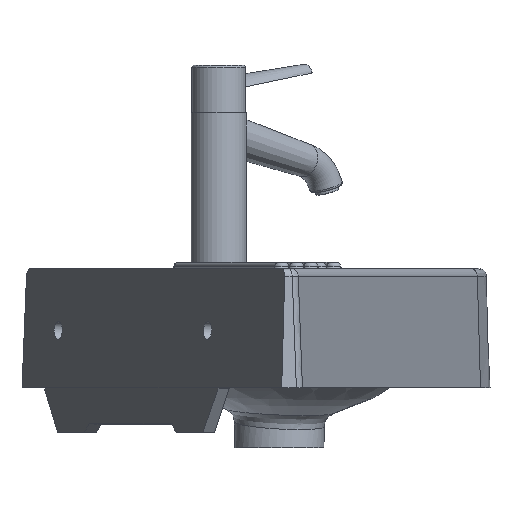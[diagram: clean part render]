
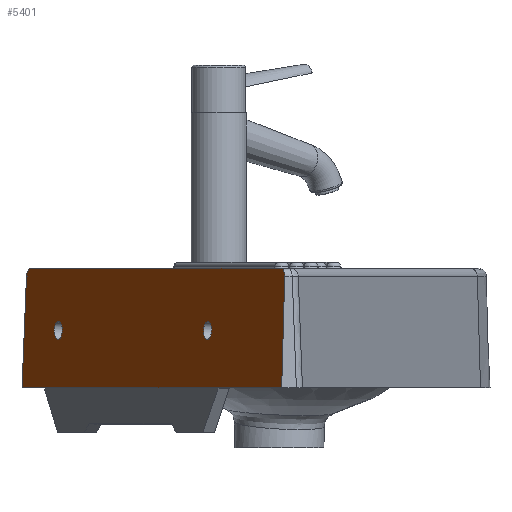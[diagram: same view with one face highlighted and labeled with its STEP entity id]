
A CAD part, left-side view. The second image highlights one B-rep face of the part: STEP entity #5401.
In plain terms, the highlighted free-form (B-spline) face has degree [1, 1] with [2, 2] control points.
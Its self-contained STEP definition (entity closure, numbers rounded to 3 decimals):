
#1667=CARTESIAN_POINT('',(203.058,0.,0.));
#1668=VERTEX_POINT('',#1667);
#1698=CARTESIAN_POINT('',(-123.172,0.,0.));
#1699=VERTEX_POINT('',#1698);
#2936=CARTESIAN_POINT('',(235.207,-3.,100.0));
#2937=VERTEX_POINT('',#2936);
#2944=CARTESIAN_POINT('',(-235.,-3.,100.0));
#2945=VERTEX_POINT('',#2944);
#2946=CARTESIAN_POINT('',(235.207,-3.,100.0));
#2947=DIRECTION('',(-1.0,0.0,0.0));
#2948=VECTOR('',#2947,470.207);
#2949=LINE('',#2946,#2948);
#2950=EDGE_CURVE('',#2937,#2945,#2949,.T.);
#5117=CARTESIAN_POINT('',(242.204,-2.796,93.21));
#5118=VERTEX_POINT('',#5117);
#5119=CARTESIAN_POINT('',(235.207,-2.79,93.0));
#5120=DIRECTION('',(0.0,1.,0.03));
#5121=DIRECTION('',(0.,-0.03,1.));
#5122=AXIS2_PLACEMENT_3D('',#5119,#5120,#5121);
#5123=ELLIPSE('',#5122,7.003,7.);
#5124=EDGE_CURVE('',#2937,#5118,#5123,.T.);
#5163=CARTESIAN_POINT('',(-242.,-2.79,93.0));
#5164=VERTEX_POINT('',#5163);
#5165=CARTESIAN_POINT('',(-235.,-2.79,93.0));
#5166=DIRECTION('',(0.,1.,0.03));
#5167=DIRECTION('',(0.,-0.03,1.));
#5168=AXIS2_PLACEMENT_3D('',#5165,#5166,#5167);
#5169=ELLIPSE('',#5168,7.003,7.0);
#5170=EDGE_CURVE('',#5164,#2945,#5169,.T.);
#5271=CARTESIAN_POINT('',(-242.,0.0,0.0));
#5272=VERTEX_POINT('',#5271);
#5273=CARTESIAN_POINT('',(-242.,-2.79,93.0));
#5274=DIRECTION('',(0.0,0.03,-1.));
#5275=VECTOR('',#5274,93.042);
#5276=LINE('',#5273,#5275);
#5277=EDGE_CURVE('',#5164,#5272,#5276,.T.);
#5342=CARTESIAN_POINT('',(-242.,0.,0.));
#5343=CARTESIAN_POINT('',(-242.,-3.,100.0));
#5344=CARTESIAN_POINT('',(245.,0.,0.));
#5345=CARTESIAN_POINT('',(245.,-3.,100.0));
#5346=B_SPLINE_SURFACE_WITH_KNOTS('',1,1,((#5342,#5344),(#5343,#5345)),.UNSPECIFIED.,.F.,.F.,.U.,(2,2),(2,2),(0.0,100.045),(0.0,487.0),.UNSPECIFIED.);
#5347=ORIENTED_EDGE('',*,*,#5124,.T.);
#5348=CARTESIAN_POINT('',(245.,0.0,0.0));
#5349=VERTEX_POINT('',#5348);
#5350=CARTESIAN_POINT('',(242.204,-2.796,93.21));
#5351=DIRECTION('',(0.03,0.03,-0.999));
#5352=VECTOR('',#5351,93.294);
#5353=LINE('',#5350,#5352);
#5354=EDGE_CURVE('',#5118,#5349,#5353,.T.);
#5355=ORIENTED_EDGE('',*,*,#5354,.T.);
#5356=CARTESIAN_POINT('',(203.058,0.,0.));
#5357=DIRECTION('',(1.0,0.0,0.0));
#5358=VECTOR('',#5357,41.942);
#5359=LINE('',#5356,#5358);
#5360=EDGE_CURVE('',#1668,#5349,#5359,.T.);
#5361=ORIENTED_EDGE('',*,*,#5360,.F.);
#5362=CARTESIAN_POINT('',(-123.172,0.,0.));
#5363=DIRECTION('',(1.0,0.0,0.0));
#5364=VECTOR('',#5363,326.23);
#5365=LINE('',#5362,#5364);
#5366=EDGE_CURVE('',#1699,#1668,#5365,.T.);
#5367=ORIENTED_EDGE('',*,*,#5366,.F.);
#5368=CARTESIAN_POINT('',(-242.,0.0,0.0));
#5369=DIRECTION('',(1.0,0.0,0.0));
#5370=VECTOR('',#5369,118.828);
#5371=LINE('',#5368,#5370);
#5372=EDGE_CURVE('',#5272,#1699,#5371,.T.);
#5373=ORIENTED_EDGE('',*,*,#5372,.F.);
#5374=ORIENTED_EDGE('',*,*,#5277,.F.);
#5375=ORIENTED_EDGE('',*,*,#5170,.T.);
#5376=ORIENTED_EDGE('',*,*,#2950,.F.);
#5377=EDGE_LOOP('',(#5347,#5355,#5361,#5367,#5373,#5374,#5375,#5376));
#5378=FACE_OUTER_BOUND('',#5377,.T.);
#5379=CARTESIAN_POINT('',(172.443,-1.442,48.082));
#5380=VERTEX_POINT('',#5379);
#5381=CARTESIAN_POINT('',(179.943,-1.442,48.082));
#5382=DIRECTION('',(0.0,1.,0.03));
#5383=DIRECTION('',(1.0,0.0,0.0));
#5384=AXIS2_PLACEMENT_3D('',#5381,#5382,#5383);
#5385=CIRCLE('',#5384,7.5);
#5386=EDGE_CURVE('',#5380,#5380,#5385,.T.);
#5387=ORIENTED_EDGE('',*,*,#5386,.F.);
#5388=EDGE_LOOP('',(#5387));
#5389=FACE_BOUND('',#5388,.T.);
#5390=CARTESIAN_POINT('',(-107.557,-1.442,48.082));
#5391=VERTEX_POINT('',#5390);
#5392=CARTESIAN_POINT('',(-100.057,-1.442,48.082));
#5393=DIRECTION('',(0.0,1.,0.03));
#5394=DIRECTION('',(1.0,0.0,0.0));
#5395=AXIS2_PLACEMENT_3D('',#5392,#5393,#5394);
#5396=CIRCLE('',#5395,7.5);
#5397=EDGE_CURVE('',#5391,#5391,#5396,.T.);
#5398=ORIENTED_EDGE('',*,*,#5397,.F.);
#5399=EDGE_LOOP('',(#5398));
#5400=FACE_BOUND('',#5399,.T.);
#5401=ADVANCED_FACE('',(#5378,#5389,#5400),#5346,.T.);
